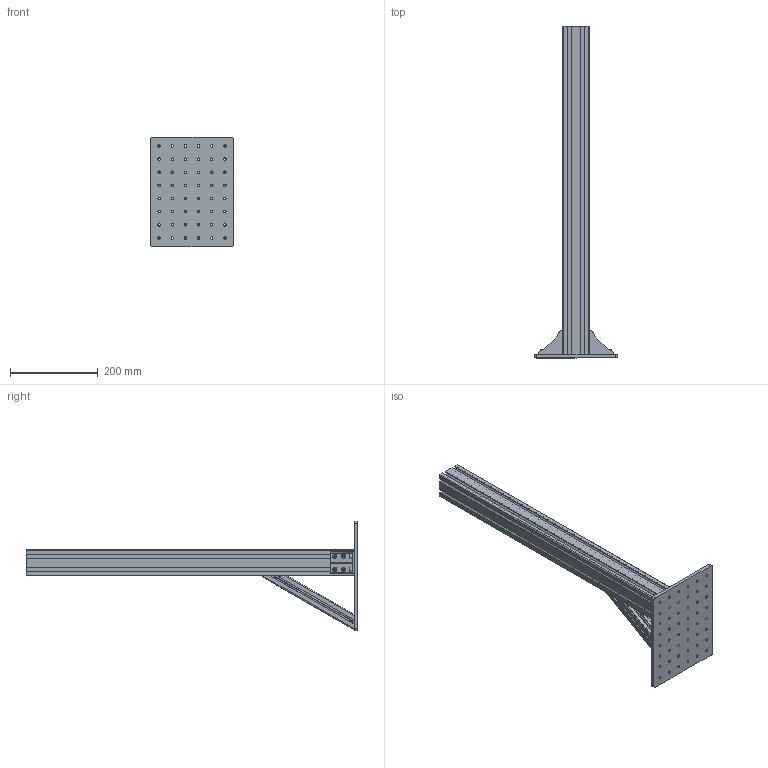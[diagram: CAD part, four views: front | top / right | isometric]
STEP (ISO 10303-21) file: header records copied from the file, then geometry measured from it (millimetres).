
FILE_DESCRIPTION (( 'STEP AP214' ), '1' );
FILE_NAME ('pedestal_v1.0_final.STEP', '2025-08-22T01:26:45', ( '' ), ( '' ), 'SwSTEP 2.0', 'SolidWorks 2025', '' );
FILE_SCHEMA (( 'AUTOMOTIVE_DESIGN' ));
Length unit declared in the file: millimetre
Products named in the file (12): SHNTP6-6; CBM6-12; Reazon_HFSB6_6060_750; SCB6-12; SPWF6; HBLFSDW6-SEP_b; HFBL30A6-3060-123-SSP; HFBL30A6-3060-123-SSP_b; HNTP6-6_app; pedestal_v1.0_final; base_plate; HBLFSDW6-SEP
Assembly tree (29 placements, depth 3):
  pedestal_v1.0_final
    base_plate
    HBLFSDW6-SEP  x2
      HBLFSDW6-SEP_b
      CBM6-12
      HNTP6-6_app
    Reazon_HFSB6_6060_750
    HFBL30A6-3060-123-SSP
      HFBL30A6-3060-123-SSP_b
      SCB6-12  x4
      SPWF6  x4
      SHNTP6-6  x2
Bounding box: 190 x 758 x 250 mm (x, y, z)
Volume: 1310696.6 mm3; surface area: 830190.5 mm2
Topology: 39 solids, 39 shells, 1578 faces, 4150 edges, 2640 vertices
Faces by surface type: plane 894, cylinder 472, cone 160, torus 32, sphere 20
Entity records: 28052 total; most frequent: CARTESIAN_POINT 7128, ORIENTED_EDGE 4404, DIRECTION 4155, EDGE_CURVE 2202, VERTEX_POINT 1457, LINE 1423, VECTOR 1423, AXIS2_PLACEMENT_3D 1366
